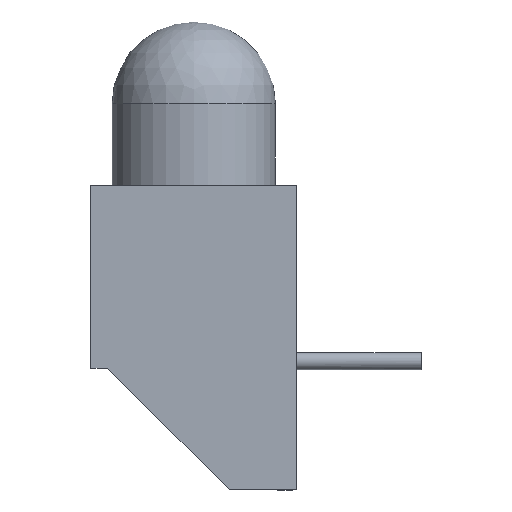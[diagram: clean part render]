
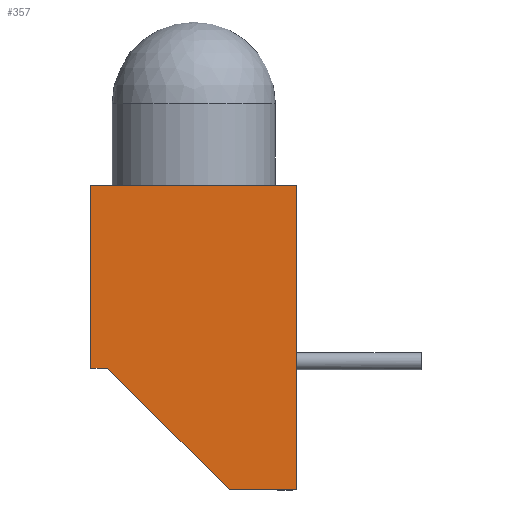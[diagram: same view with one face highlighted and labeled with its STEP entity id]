
A CAD part, left-side view. The second image highlights one B-rep face of the part: STEP entity #357.
In plain terms, the highlighted planar face has unit normal (-1, 0, 0).
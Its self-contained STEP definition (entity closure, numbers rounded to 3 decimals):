
#40=LINE('',#630,#77);
#41=LINE('',#632,#78);
#42=LINE('',#634,#79);
#43=LINE('',#636,#80);
#44=LINE('',#638,#81);
#45=LINE('',#639,#82);
#77=VECTOR('',#454,1000.);
#78=VECTOR('',#455,1000.);
#79=VECTOR('',#456,1000.);
#80=VECTOR('',#457,1000.);
#81=VECTOR('',#458,1000.);
#82=VECTOR('',#459,1000.);
#107=FACE_OUTER_BOUND('',#130,.T.);
#130=EDGE_LOOP('',(#258,#259,#260,#261,#262,#263));
#169=VERTEX_POINT('',#628);
#170=VERTEX_POINT('',#629);
#171=VERTEX_POINT('',#631);
#172=VERTEX_POINT('',#633);
#173=VERTEX_POINT('',#635);
#174=VERTEX_POINT('',#637);
#206=EDGE_CURVE('',#169,#170,#40,.T.);
#207=EDGE_CURVE('',#171,#169,#41,.T.);
#208=EDGE_CURVE('',#172,#171,#42,.T.);
#209=EDGE_CURVE('',#173,#172,#43,.T.);
#210=EDGE_CURVE('',#174,#173,#44,.T.);
#211=EDGE_CURVE('',#170,#174,#45,.T.);
#258=ORIENTED_EDGE('',*,*,#206,.F.);
#259=ORIENTED_EDGE('',*,*,#207,.F.);
#260=ORIENTED_EDGE('',*,*,#208,.F.);
#261=ORIENTED_EDGE('',*,*,#209,.F.);
#262=ORIENTED_EDGE('',*,*,#210,.F.);
#263=ORIENTED_EDGE('',*,*,#211,.F.);
#334=PLANE('',#397);
#357=ADVANCED_FACE('',(#107),#334,.T.);
#397=AXIS2_PLACEMENT_3D('',#627,#452,#453);
#452=DIRECTION('center_axis',(-1.,0.,0.));
#453=DIRECTION('ref_axis',(0.,0.,1.));
#454=DIRECTION('',(0.,0.,-1.));
#455=DIRECTION('',(0.,-1.,0.));
#456=DIRECTION('',(0.,0.,1.));
#457=DIRECTION('',(0.,1.,0.));
#458=DIRECTION('',(0.,0.707,0.707));
#459=DIRECTION('',(0.,1.,0.));
#627=CARTESIAN_POINT('Origin',(-3.05,-3.05,0.));
#628=CARTESIAN_POINT('',(-3.05,-3.05,0.));
#629=CARTESIAN_POINT('',(-3.05,-3.05,-9.02));
#630=CARTESIAN_POINT('',(-3.05,-3.05,-9.02));
#631=CARTESIAN_POINT('',(-3.05,3.05,0.));
#632=CARTESIAN_POINT('',(-3.05,-3.05,0.));
#633=CARTESIAN_POINT('',(-3.05,3.05,-5.42));
#634=CARTESIAN_POINT('',(-3.05,3.05,0.));
#635=CARTESIAN_POINT('',(-3.05,2.55,-5.42));
#636=CARTESIAN_POINT('',(-3.05,3.05,-5.42));
#637=CARTESIAN_POINT('',(-3.05,-1.05,-9.02));
#638=CARTESIAN_POINT('',(-3.05,2.55,-5.42));
#639=CARTESIAN_POINT('',(-3.05,-1.05,-9.02));
